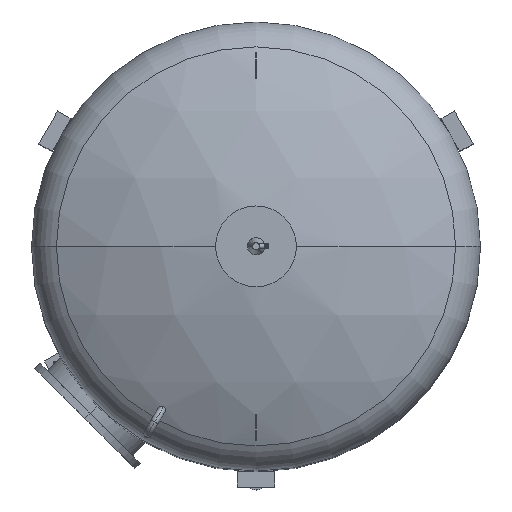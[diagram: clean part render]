
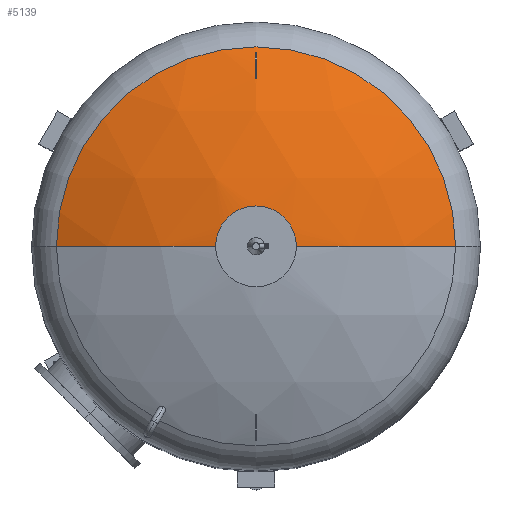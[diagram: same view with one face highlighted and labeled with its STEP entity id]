
A CAD part, top view. The second image highlights one B-rep face of the part: STEP entity #5139.
In plain terms, the highlighted spherical face has radius 1900 mm.
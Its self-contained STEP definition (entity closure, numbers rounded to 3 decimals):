
#9 = CARTESIAN_POINT ( 'NONE',  ( -2.5, 0., 1580. ) ) ;
#43 = AXIS2_PLACEMENT_3D ( 'NONE', #4318, #1683, #5665 ) ;
#89 = VERTEX_POINT ( 'NONE', #3666 ) ;
#154 = EDGE_CURVE ( 'NONE', #5481, #1745, #384, .T. ) ;
#213 = AXIS2_PLACEMENT_3D ( 'NONE', #556, #4593, #5480 ) ;
#299 = DIRECTION ( 'NONE',  ( -1., 0., 0. ) ) ;
#379 = EDGE_LOOP ( 'NONE', ( #4207, #3753, #2974, #3162 ) ) ;
#384 = CIRCLE ( 'NONE', #213, 1900. ) ;
#502 = CIRCLE ( 'NONE', #43, 1900. ) ;
#514 = DIRECTION ( 'NONE',  ( 0., -0.919, 0.393 ) ) ;
#556 = CARTESIAN_POINT ( 'NONE',  ( 0., 0., 1580. ) ) ;
#682 = VERTEX_POINT ( 'NONE', #2773 ) ;
#803 = EDGE_CURVE ( 'NONE', #89, #5386, #5545, .T. ) ;
#890 = DIRECTION ( 'NONE',  ( 0., -0.393, -0.919 ) ) ;
#961 = CIRCLE ( 'NONE', #1432, 171. ) ;
#1086 = ORIENTED_EDGE ( 'NONE', *, *, #2674, .T. ) ;
#1215 = ORIENTED_EDGE ( 'NONE', *, *, #4639, .T. ) ;
#1289 = EDGE_LOOP ( 'NONE', ( #5482, #1086, #4754, #1215 ) ) ;
#1432 = AXIS2_PLACEMENT_3D ( 'NONE', #3646, #4225, #5457 ) ;
#1516 = CARTESIAN_POINT ( 'NONE',  ( 2.5, 0., 1580. ) ) ;
#1537 = EDGE_CURVE ( 'NONE', #4531, #2639, #4815, .T. ) ;
#1630 = CARTESIAN_POINT ( 'NONE',  ( 0., 0., 3282.032 ) ) ;
#1683 = DIRECTION ( 'NONE',  ( 0., 1., 0. ) ) ;
#1745 = VERTEX_POINT ( 'NONE', #2521 ) ;
#1764 = DIRECTION ( 'NONE',  ( -1., 0., 0. ) ) ;
#1982 = AXIS2_PLACEMENT_3D ( 'NONE', #3097, #514, #890 ) ;
#2005 = CIRCLE ( 'NONE', #3391, 1899.009 ) ;
#2039 = CARTESIAN_POINT ( 'NONE',  ( 844.444, 0., 3282.032 ) ) ;
#2125 = DIRECTION ( 'NONE',  ( -1., 0., 0. ) ) ;
#2170 = AXIS2_PLACEMENT_3D ( 'NONE', #5209, #5173, #2125 ) ;
#2521 = CARTESIAN_POINT ( 'NONE',  ( 171., 0., 3472.289 ) ) ;
#2639 = VERTEX_POINT ( 'NONE', #5347 ) ;
#2674 = EDGE_CURVE ( 'NONE', #5386, #4531, #5363, .T. ) ;
#2764 = CARTESIAN_POINT ( 'NONE',  ( 2.5, 712.093, 3341.51 ) ) ;
#2773 = CARTESIAN_POINT ( 'NONE',  ( -844.444, 0., 3282.032 ) ) ;
#2974 = ORIENTED_EDGE ( 'NONE', *, *, #5115, .T. ) ;
#2976 = DIRECTION ( 'NONE',  ( 0., 0., -1. ) ) ;
#3097 = CARTESIAN_POINT ( 'NONE',  ( 0., -35.063, 1595. ) ) ;
#3162 = ORIENTED_EDGE ( 'NONE', *, *, #4857, .T. ) ;
#3364 = FACE_OUTER_BOUND ( 'NONE', #379, .T. ) ;
#3391 = AXIS2_PLACEMENT_3D ( 'NONE', #5315, #4431, #3527 ) ;
#3427 = CARTESIAN_POINT ( 'NONE',  ( -2.5, 712.093, 3341.51 ) ) ;
#3527 = DIRECTION ( 'NONE',  ( 0., 0.394, 0.919 ) ) ;
#3569 = CIRCLE ( 'NONE', #3872, 844.444 ) ;
#3646 = CARTESIAN_POINT ( 'NONE',  ( 0., 0., 3472.289 ) ) ;
#3666 = CARTESIAN_POINT ( 'NONE',  ( 2.5, 803.78, 3301.607 ) ) ;
#3753 = ORIENTED_EDGE ( 'NONE', *, *, #5538, .F. ) ;
#3863 = DIRECTION ( 'NONE',  ( 0., 0., -1. ) ) ;
#3872 = AXIS2_PLACEMENT_3D ( 'NONE', #1630, #2976, #299 ) ;
#3891 = FACE_BOUND ( 'NONE', #1289, .T. ) ;
#4147 = CARTESIAN_POINT ( 'NONE',  ( -171., 0., 3472.289 ) ) ;
#4207 = ORIENTED_EDGE ( 'NONE', *, *, #154, .F. ) ;
#4225 = DIRECTION ( 'NONE',  ( 0., 0., -1. ) ) ;
#4318 = CARTESIAN_POINT ( 'NONE',  ( 0., 0., 1580. ) ) ;
#4431 = DIRECTION ( 'NONE',  ( 0., 0.919, -0.394 ) ) ;
#4503 = DIRECTION ( 'NONE',  ( 0., 0., 1. ) ) ;
#4531 = VERTEX_POINT ( 'NONE', #3427 ) ;
#4593 = DIRECTION ( 'NONE',  ( 0., -1., 0. ) ) ;
#4639 = EDGE_CURVE ( 'NONE', #2639, #89, #2005, .T. ) ;
#4754 = ORIENTED_EDGE ( 'NONE', *, *, #1537, .T. ) ;
#4815 = CIRCLE ( 'NONE', #5471, 1899.998 ) ;
#4857 = EDGE_CURVE ( 'NONE', #5656, #1745, #961, .T. ) ;
#4976 = AXIS2_PLACEMENT_3D ( 'NONE', #1516, #5636, #3863 ) ;
#5115 = EDGE_CURVE ( 'NONE', #682, #5656, #502, .T. ) ;
#5139 = ADVANCED_FACE ( 'NONE', ( #3364, #3891 ), #5689, .T. ) ;
#5173 = DIRECTION ( 'NONE',  ( 0., -1., 0. ) ) ;
#5209 = CARTESIAN_POINT ( 'NONE',  ( 0., 0., 1580. ) ) ;
#5315 = CARTESIAN_POINT ( 'NONE',  ( 0., 56.397, 1555.855 ) ) ;
#5347 = CARTESIAN_POINT ( 'NONE',  ( -2.5, 803.78, 3301.607 ) ) ;
#5363 = CIRCLE ( 'NONE', #1982, 1899.617 ) ;
#5386 = VERTEX_POINT ( 'NONE', #2764 ) ;
#5457 = DIRECTION ( 'NONE',  ( 1., 0., 0. ) ) ;
#5471 = AXIS2_PLACEMENT_3D ( 'NONE', #9, #1764, #4503 ) ;
#5480 = DIRECTION ( 'NONE',  ( 1., 0., 0. ) ) ;
#5481 = VERTEX_POINT ( 'NONE', #2039 ) ;
#5482 = ORIENTED_EDGE ( 'NONE', *, *, #803, .T. ) ;
#5538 = EDGE_CURVE ( 'NONE', #682, #5481, #3569, .T. ) ;
#5545 = CIRCLE ( 'NONE', #4976, 1899.998 ) ;
#5636 = DIRECTION ( 'NONE',  ( 1., 0., 0. ) ) ;
#5656 = VERTEX_POINT ( 'NONE', #4147 ) ;
#5665 = DIRECTION ( 'NONE',  ( -1., 0., 0. ) ) ;
#5689 = SPHERICAL_SURFACE ( 'NONE', #2170, 1900. ) ;
